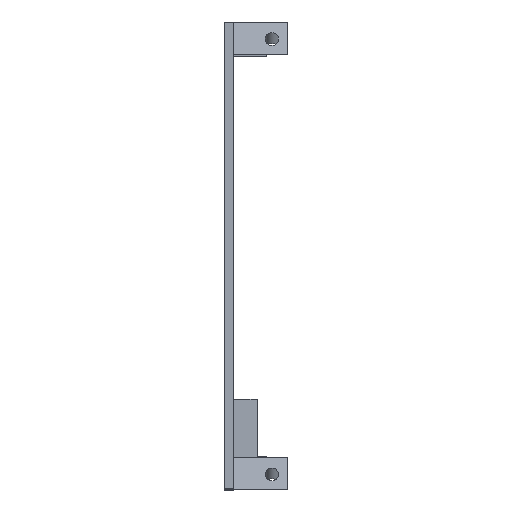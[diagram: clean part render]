
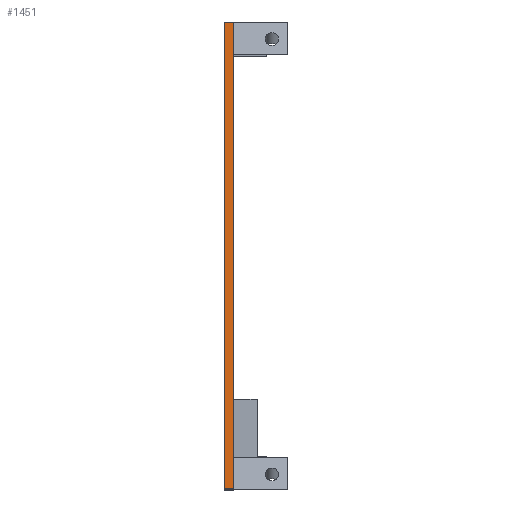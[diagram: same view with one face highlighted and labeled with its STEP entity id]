
A CAD part, top view. The second image highlights one B-rep face of the part: STEP entity #1451.
In plain terms, the highlighted planar face has unit normal (0, 0, 1).
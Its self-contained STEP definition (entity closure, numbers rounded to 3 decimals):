
#22 = VERTEX_POINT('',#23);
#23 = CARTESIAN_POINT('',(8.,98.5,4.));
#31 = EDGE_CURVE('',#22,#32,#34,.T.);
#32 = VERTEX_POINT('',#33);
#33 = CARTESIAN_POINT('',(8.,0.,4.));
#34 = LINE('',#35,#36);
#35 = CARTESIAN_POINT('',(8.,98.5,4.));
#36 = VECTOR('',#37,1.);
#37 = DIRECTION('',(0.,-1.,0.));
#642 = VERTEX_POINT('',#643);
#643 = CARTESIAN_POINT('',(6.,98.5,4.));
#649 = EDGE_CURVE('',#642,#22,#650,.T.);
#650 = LINE('',#651,#652);
#651 = CARTESIAN_POINT('',(6.,98.5,4.));
#652 = VECTOR('',#653,1.);
#653 = DIRECTION('',(1.,0.,0.));
#1311 = VERTEX_POINT('',#1312);
#1312 = CARTESIAN_POINT('',(6.,0.,4.));
#1318 = EDGE_CURVE('',#32,#1311,#1319,.T.);
#1319 = LINE('',#1320,#1321);
#1320 = CARTESIAN_POINT('',(50.5,0.,4.));
#1321 = VECTOR('',#1322,1.);
#1322 = DIRECTION('',(-1.,0.,0.));
#1451 = ADVANCED_FACE('',(#1452),#1463,.T.);
#1452 = FACE_BOUND('',#1453,.T.);
#1453 = EDGE_LOOP('',(#1454,#1455,#1461,#1462));
#1454 = ORIENTED_EDGE('',*,*,#649,.F.);
#1455 = ORIENTED_EDGE('',*,*,#1456,.T.);
#1456 = EDGE_CURVE('',#642,#1311,#1457,.T.);
#1457 = LINE('',#1458,#1459);
#1458 = CARTESIAN_POINT('',(6.,98.5,4.));
#1459 = VECTOR('',#1460,1.);
#1460 = DIRECTION('',(0.,-1.,0.));
#1461 = ORIENTED_EDGE('',*,*,#1318,.F.);
#1462 = ORIENTED_EDGE('',*,*,#31,.F.);
#1463 = PLANE('',#1464);
#1464 = AXIS2_PLACEMENT_3D('',#1465,#1466,#1467);
#1465 = CARTESIAN_POINT('',(6.,98.5,4.));
#1466 = DIRECTION('',(0.,0.,1.));
#1467 = DIRECTION('',(1.,0.,-0.));
